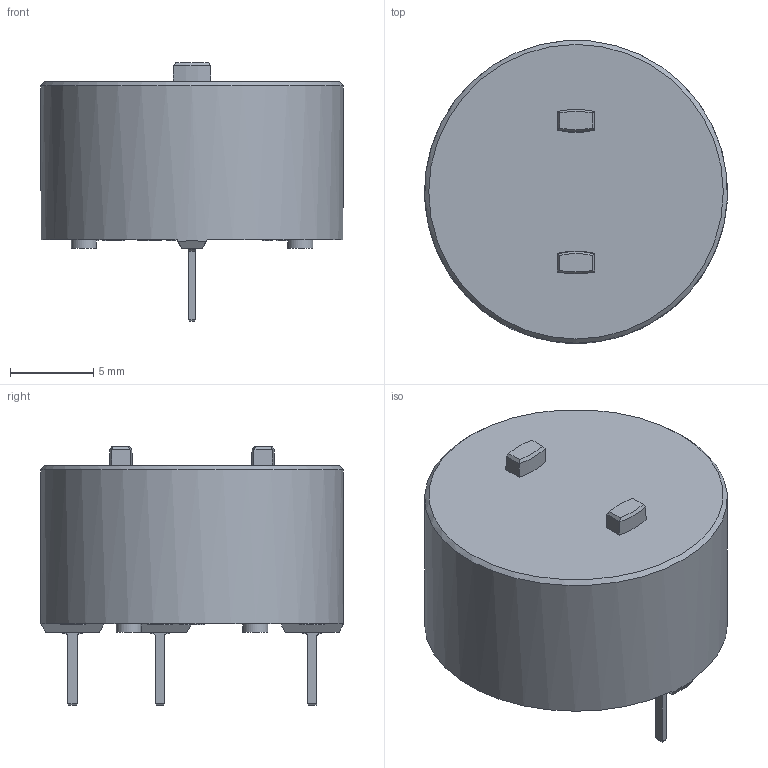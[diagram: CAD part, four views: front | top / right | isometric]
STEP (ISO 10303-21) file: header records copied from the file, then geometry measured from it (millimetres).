
FILE_DESCRIPTION(/* description */ (''),/* implementation_level */ '2;1');
FILE_NAME(/* name */ 'PCTS_ipt.stp',/* time_stamp */ '2016-09-09T09:01:44+02:00',/* author */ ('mharscher'),/* organization */ (''),/* preprocessor_version */ 'ST-DEVELOPER v15.2',/* originating_system */ 'Autodesk Inventor 2014',/* authorisation */ '');
FILE_SCHEMA (('CONFIG_CONTROL_DESIGN'));
Length unit declared in the file: centimetre
Products named in the file (1): Schaltelement SCTIZ vereinfacht
Bounding box: 18.18 x 18.2 x 15.56 mm (x, y, z)
Volume: 2491.1 mm3; surface area: 1115.7 mm2
Topology: 1 solids, 1 shells, 370 faces, 1015 edges, 671 vertices
Faces by surface type: plane 340, cylinder 19, cone 7, bspline 4
Full cylindrical faces by diameter (mm): 1.5 x4, 18.2 x1
Entity records: 11517 total; most frequent: CARTESIAN_POINT 2129, ORIENTED_EDGE 2016, DIRECTION 1782, EDGE_CURVE 1008, LINE 924, VECTOR 924, VERTEX_POINT 670, AXIS2_PLACEMENT_3D 429
